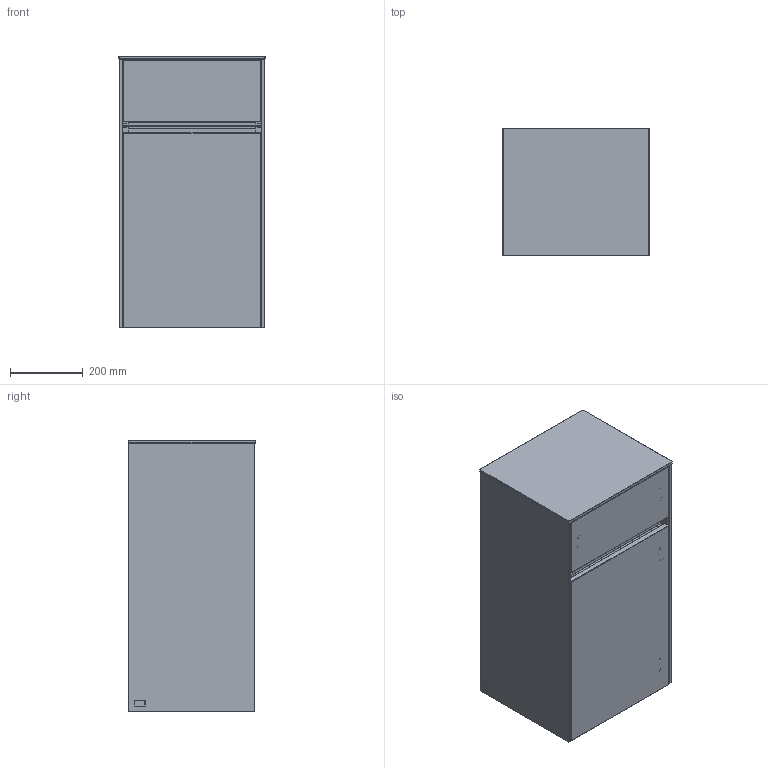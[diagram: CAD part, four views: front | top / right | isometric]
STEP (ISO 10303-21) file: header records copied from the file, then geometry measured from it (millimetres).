
FILE_DESCRIPTION((' '),'2;1');
FILE_NAME('C03201.stp','2022-04-22T07:05:43',(' '),(' '),' ','ACIS',' ');
FILE_SCHEMA(('CONFIG_CONTROL_DESIGN'));
Length unit declared in the file: millimetre
Products named in the file (17): C03201.stp; Körper1; Körper2; Körper3; Körper4; Körper5; Körper6; Körper7; Körper8; Körper9; Körper10; Körper11; Körper12; Körper13; Körper14; Körper15; Körper16
Assembly tree (16 placements, depth 2):
  C03201.stp
    Körper1
    Körper2
    Körper3
    Körper4
    Körper5
    Körper6
    Körper7
    Körper8
    Körper9
    Körper10
    Körper11
    Körper12
    Körper13
    Körper14
    Körper15
    Körper16
Bounding box: 404 x 349 x 748 mm (x, y, z)
Volume: 25217990.8 mm3; surface area: 4656981.7 mm2
Topology: 16 solids, 16 shells, 589 faces, 1263 edges, 816 vertices
Faces by surface type: plane 399, cylinder 186, sphere 4
Full cylindrical faces by diameter (mm): 3 x34, 5 x16, 6.5 x12, 8 x28, 8.02 x24, 10 x10, 14 x5, 35 x2
Entity records: 17384 total; most frequent: DIRECTION 2714, CARTESIAN_POINT 2506, ORIENTED_EDGE 2196, EDGE_CURVE 1098, AXIS2_PLACEMENT_3D 994, EDGE_LOOP 868, VERTEX_POINT 786, VECTOR 726
